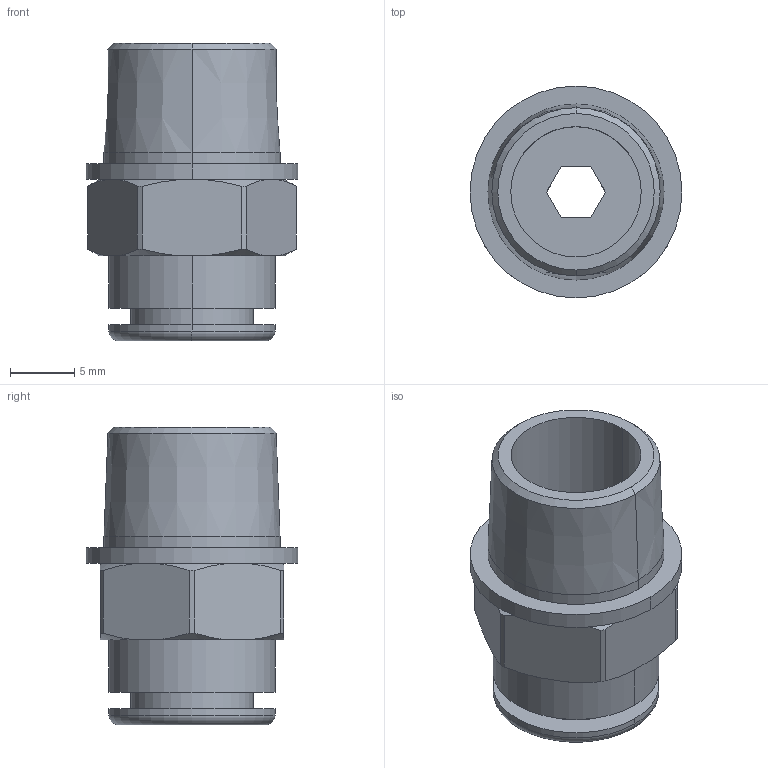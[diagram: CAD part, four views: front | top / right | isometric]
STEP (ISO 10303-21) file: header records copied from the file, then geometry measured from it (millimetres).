
FILE_DESCRIPTION((''),'2;1');
FILE_NAME('ILCP3022800','2006-11-22T',('KR'),(''),'PRO/ENGINEER BY PARAMETRIC TECHNOLOGY CORPORATION, 2005180','PRO/ENGINEER BY PARAMETRIC TECHNOLOGY CORPORATION, 2005180','');
FILE_SCHEMA(('AUTOMOTIVE_DESIGN_CC2 { 1 2 10303 214 -1 1 5 2 }'));
Length unit declared in the file: inch
Products named in the file (1): ILCP3022800
Bounding box: 16.51 x 16.51 x 23.19 mm (x, y, z)
Volume: 2286.8 mm3; surface area: 2088.3 mm2
Topology: 1 solids, 1 shells, 62 faces, 150 edges, 98 vertices
Faces by surface type: plane 22, cylinder 22, cone 16, torus 2
Entity records: 2003 total; most frequent: CARTESIAN_POINT 406, DIRECTION 314, ORIENTED_EDGE 300, EDGE_CURVE 150, AXIS2_PLACEMENT_3D 126, COLOUR_RGB 105, VERTEX_POINT 98, EDGE_LOOP 72
